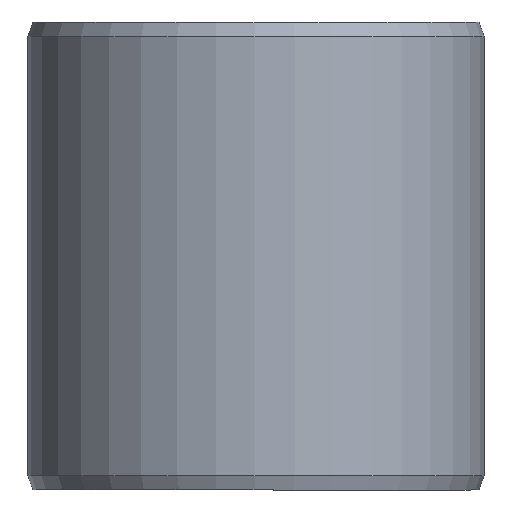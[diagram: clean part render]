
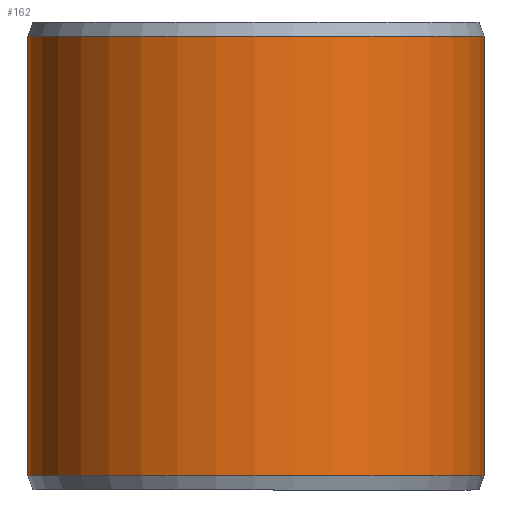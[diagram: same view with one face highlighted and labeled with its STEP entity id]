
A CAD part, front view. The second image highlights one B-rep face of the part: STEP entity #162.
In plain terms, the highlighted cylindrical face has radius 19.5 mm (diameter 39 mm), a partial arc.
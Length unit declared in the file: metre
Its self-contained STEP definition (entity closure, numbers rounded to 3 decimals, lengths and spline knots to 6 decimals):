
#162=ADVANCED_FACE('',(#185,#186),#187,.T.);
#185=FACE_OUTER_BOUND('',#211,.T.);
#186=FACE_BOUND('',#212,.T.);
#187=CYLINDRICAL_SURFACE('',#213,0.0195);
#211=EDGE_LOOP('',(#289,#290,#291,#292));
#212=EDGE_LOOP('',(#293));
#213=AXIS2_PLACEMENT_3D('',#294,#295,#296);
#289=ORIENTED_EDGE('',*,*,#314,.T.);
#290=ORIENTED_EDGE('',*,*,#323,.F.);
#291=ORIENTED_EDGE('',*,*,#309,.F.);
#292=ORIENTED_EDGE('',*,*,#324,.T.);
#293=ORIENTED_EDGE('',*,*,#327,.T.);
#294=CARTESIAN_POINT('',(0.,0.,0.0));
#295=DIRECTION('',(0.,0.0,-1.0));
#296=DIRECTION('',(-1.0,0.0,0.));
#309=EDGE_CURVE('',#341,#342,#343,.T.);
#314=EDGE_CURVE('',#351,#349,#352,.T.);
#323=EDGE_CURVE('',#342,#349,#365,.T.);
#324=EDGE_CURVE('',#341,#351,#366,.T.);
#327=EDGE_CURVE('',#370,#370,#371,.T.);
#341=VERTEX_POINT('',#389);
#342=VERTEX_POINT('',#390);
#343=CIRCLE('',#391,0.0195);
#349=VERTEX_POINT('',#399);
#351=VERTEX_POINT('',#402);
#352=CIRCLE('',#403,0.0195);
#365=LINE('',#422,#423);
#366=LINE('',#424,#425);
#370=VERTEX_POINT('',#493);
#371=B_SPLINE_CURVE_WITH_KNOTS('',3,(#494,#495,#496,#497,#498,#499,#500,#501,#502,#503,#504,#505,#506,#507,#508,#509,#510,#511,#512,#513,#514,#515,#516,#517,#518,#519,#520,#521,#522,#523,#524,#525,#526,#527,#528,#529,#530,#531,#532,#533,#534,#535,#536,#537,#538,#539,#540,#541,#542,#543,#544,#545,#546,#547,#548,#549,#550,#551,#552,#553,#554,#555,#556,#557,#558,#559),.UNSPECIFIED.,.T.,.F.,(2,2,2,2,2,2,2,2,2,2,2,2,2,2,2,2,2,2,2,2,2,2,2,2,2,2,2,2,2,2,2,2,2,2,2),(-0.000587,0.0,0.000587,0.001174,0.001761,0.002348,0.002935,0.003522,0.004109,0.004696,0.005283,0.00587,0.006457,0.007044,0.007631,0.008218,0.008805,0.009392,0.009979,0.010566,0.011153,0.01174,0.012327,0.012914,0.013501,0.014088,0.014675,0.015262,0.015849,0.016436,0.017023,0.01761,0.018197,0.018784,0.019371),.UNSPECIFIED.);
#389=CARTESIAN_POINT('',(0.00034,0.019497,0.0012));
#390=CARTESIAN_POINT('',(0.,0.0195,0.0012));
#391=AXIS2_PLACEMENT_3D('',#573,#574,#575);
#399=CARTESIAN_POINT('',(0.,0.0195,0.0388));
#402=CARTESIAN_POINT('',(0.00034,0.019497,0.0388));
#403=AXIS2_PLACEMENT_3D('',#582,#583,#584);
#422=CARTESIAN_POINT('',(0.,0.0195,0.0012));
#423=VECTOR('',#597,1.0);
#424=CARTESIAN_POINT('',(0.00034,0.019497,0.0012));
#425=VECTOR('',#598,1.0);
#493=CARTESIAN_POINT('',(0.014971,-0.012495,0.02));
#494=CARTESIAN_POINT('',(0.014971,-0.012495,0.019801));
#495=CARTESIAN_POINT('',(0.014971,-0.012495,0.020199));
#496=CARTESIAN_POINT('',(0.014983,-0.01248,0.020394));
#497=CARTESIAN_POINT('',(0.015033,-0.012421,0.020777));
#498=CARTESIAN_POINT('',(0.01507,-0.012376,0.020968));
#499=CARTESIAN_POINT('',(0.015166,-0.012257,0.021331));
#500=CARTESIAN_POINT('',(0.015225,-0.012185,0.021503));
#501=CARTESIAN_POINT('',(0.015361,-0.012013,0.021829));
#502=CARTESIAN_POINT('',(0.015439,-0.011912,0.021983));
#503=CARTESIAN_POINT('',(0.015607,-0.011691,0.02226));
#504=CARTESIAN_POINT('',(0.015698,-0.01157,0.022384));
#505=CARTESIAN_POINT('',(0.015891,-0.011303,0.022603));
#506=CARTESIAN_POINT('',(0.015991,-0.01116,0.022696));
#507=CARTESIAN_POINT('',(0.016196,-0.010862,0.022846));
#508=CARTESIAN_POINT('',(0.016301,-0.010704,0.022904));
#509=CARTESIAN_POINT('',(0.01651,-0.010378,0.022981));
#510=CARTESIAN_POINT('',(0.016613,-0.010213,0.023));
#511=CARTESIAN_POINT('',(0.016815,-0.009877,0.023));
#512=CARTESIAN_POINT('',(0.016915,-0.009705,0.022981));
#513=CARTESIAN_POINT('',(0.017103,-0.009369,0.022904));
#514=CARTESIAN_POINT('',(0.017192,-0.009204,0.022847));
#515=CARTESIAN_POINT('',(0.017361,-0.008881,0.022697));
#516=CARTESIAN_POINT('',(0.01744,-0.008724,0.022603));
#517=CARTESIAN_POINT('',(0.017584,-0.008432,0.022386));
#518=CARTESIAN_POINT('',(0.017649,-0.008294,0.022262));
#519=CARTESIAN_POINT('',(0.017767,-0.008038,0.021982));
#520=CARTESIAN_POINT('',(0.017818,-0.007924,0.021831));
#521=CARTESIAN_POINT('',(0.017906,-0.007724,0.021507));
#522=CARTESIAN_POINT('',(0.017943,-0.007636,0.021331));
#523=CARTESIAN_POINT('',(0.018002,-0.007496,0.020968));
#524=CARTESIAN_POINT('',(0.018024,-0.007443,0.020781));
#525=CARTESIAN_POINT('',(0.018053,-0.007371,0.020396));
#526=CARTESIAN_POINT('',(0.018061,-0.007352,0.020197));
#527=CARTESIAN_POINT('',(0.018061,-0.007352,0.019805));
#528=CARTESIAN_POINT('',(0.018054,-0.00737,0.01961));
#529=CARTESIAN_POINT('',(0.018024,-0.007442,0.019222));
#530=CARTESIAN_POINT('',(0.018002,-0.007496,0.019033));
#531=CARTESIAN_POINT('',(0.017943,-0.007635,0.018672));
#532=CARTESIAN_POINT('',(0.017906,-0.007721,0.018497));
#533=CARTESIAN_POINT('',(0.017818,-0.007923,0.01817));
#534=CARTESIAN_POINT('',(0.017767,-0.008037,0.018019));
#535=CARTESIAN_POINT('',(0.017651,-0.00829,0.017742));
#536=CARTESIAN_POINT('',(0.017585,-0.00843,0.017616));
#537=CARTESIAN_POINT('',(0.017441,-0.008723,0.017398));
#538=CARTESIAN_POINT('',(0.017363,-0.008877,0.017306));
#539=CARTESIAN_POINT('',(0.017195,-0.0092,0.017154));
#540=CARTESIAN_POINT('',(0.017104,-0.009367,0.017097));
#541=CARTESIAN_POINT('',(0.016916,-0.009702,0.01702));
#542=CARTESIAN_POINT('',(0.016818,-0.009871,0.017));
#543=CARTESIAN_POINT('',(0.016614,-0.010211,0.017));
#544=CARTESIAN_POINT('',(0.016511,-0.010377,0.017019));
#545=CARTESIAN_POINT('',(0.016303,-0.0107,0.017095));
#546=CARTESIAN_POINT('',(0.016198,-0.010859,0.017153));
#547=CARTESIAN_POINT('',(0.015992,-0.011159,0.017303));
#548=CARTESIAN_POINT('',(0.015893,-0.011301,0.017395));
#549=CARTESIAN_POINT('',(0.015701,-0.011566,0.017613));
#550=CARTESIAN_POINT('',(0.015608,-0.01169,0.017739));
#551=CARTESIAN_POINT('',(0.01544,-0.011911,0.018015));
#552=CARTESIAN_POINT('',(0.015363,-0.01201,0.018166));
#553=CARTESIAN_POINT('',(0.015225,-0.012184,0.018494));
#554=CARTESIAN_POINT('',(0.015167,-0.012257,0.018667));
#555=CARTESIAN_POINT('',(0.015071,-0.012374,0.019028));
#556=CARTESIAN_POINT('',(0.015033,-0.01242,0.019218));
#557=CARTESIAN_POINT('',(0.014983,-0.01248,0.019605));
#558=CARTESIAN_POINT('',(0.014971,-0.012495,0.019801));
#559=CARTESIAN_POINT('',(0.014971,-0.012495,0.020199));
#573=CARTESIAN_POINT('',(0.,0.,0.0012));
#574=DIRECTION('',(0.,0.0,-1.0));
#575=DIRECTION('',(-1.0,0.0,0.));
#582=CARTESIAN_POINT('',(0.,0.,0.0388));
#583=DIRECTION('',(0.,0.0,-1.0));
#584=DIRECTION('',(-1.0,0.0,0.));
#597=DIRECTION('',(0.,0.,1.0));
#598=DIRECTION('',(0.,0.,1.0));
